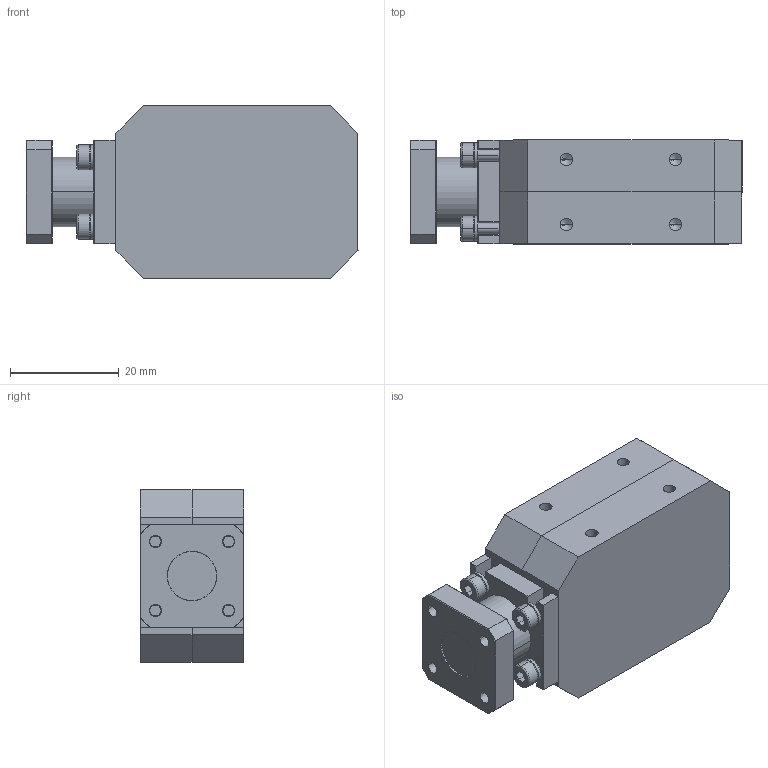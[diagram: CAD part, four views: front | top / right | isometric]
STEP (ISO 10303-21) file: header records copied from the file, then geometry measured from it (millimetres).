
FILE_DESCRIPTION (( 'STEP AP203' ), '1' );
FILE_NAME ('SAT-333-35828-C1.STEP', '2019-06-28T16:28:03', ( '' ), ( '' ), 'SwSTEP 2.0', 'SolidWorks 2016', '' );
FILE_SCHEMA (( 'CONFIG_CONTROL_DESIGN' ));
Length unit declared in the file: inch
Products named in the file (1): SAT-333-35828-C1
Bounding box: 60.96 x 19.05 x 31.75 mm (x, y, z)
Volume: 28528.9 mm3; surface area: 14352.1 mm2
Topology: 28 solids, 28 shells, 852 faces, 1809 edges, 1061 vertices
Faces by surface type: plane 352, cylinder 244, cone 244, torus 8, bspline 4
Entity records: 23043 total; most frequent: CARTESIAN_POINT 4695, DIRECTION 3974, ORIENTED_EDGE 3546, EDGE_CURVE 1773, AXIS2_PLACEMENT_3D 1514, VERTEX_POINT 1061, EDGE_LOOP 972, VECTOR 946
